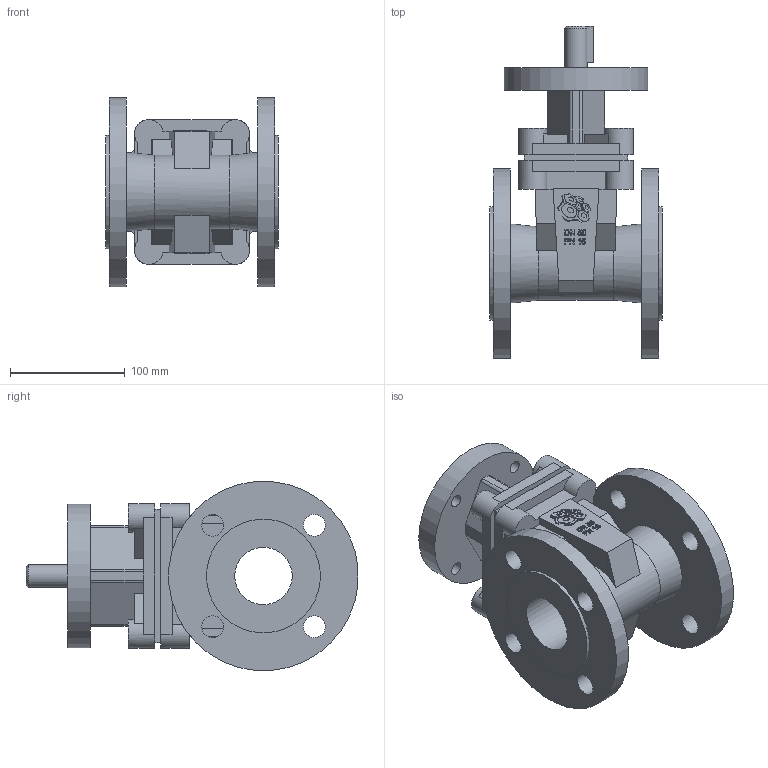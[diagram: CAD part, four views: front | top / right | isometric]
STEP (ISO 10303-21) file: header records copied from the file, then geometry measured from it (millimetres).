
FILE_DESCRIPTION(('STEP AP203'), '1');
FILE_NAME('3D_103-050-16', '', ('UNSPECIFIED'), ('UNSPECIFIED'), 'C3D Converter', 'C3D Toolkit', '');
FILE_SCHEMA(('CONFIG_CONTROL_DESIGN'));
Length unit declared in the file: millimetre
Bounding box: 150.01 x 288.68 x 164.37 mm (x, y, z)
Volume: 1938998.3 mm3; surface area: 245522.6 mm2
Topology: 2 solids, 2 shells, 2962 faces, 8704 edges, 5800 vertices
Faces by surface type: plane 2916, cylinder 43, torus 2, cone 1
Full cylindrical faces by diameter (mm): 11 x4, 17 x2, 18 x2, 19 x8, 20 x1, 25 x4, 99 x2, 125 x1, 165 x2
Entity records: 120170 total; most frequent: CARTESIAN_POINT 17513, ORIENTED_EDGE 17352, DIRECTION 14719, EDGE_CURVE 8676, LINE 8539, VECTOR 8539, VERTEX_POINT 5800, AXIS2_PLACEMENT_3D 3090
